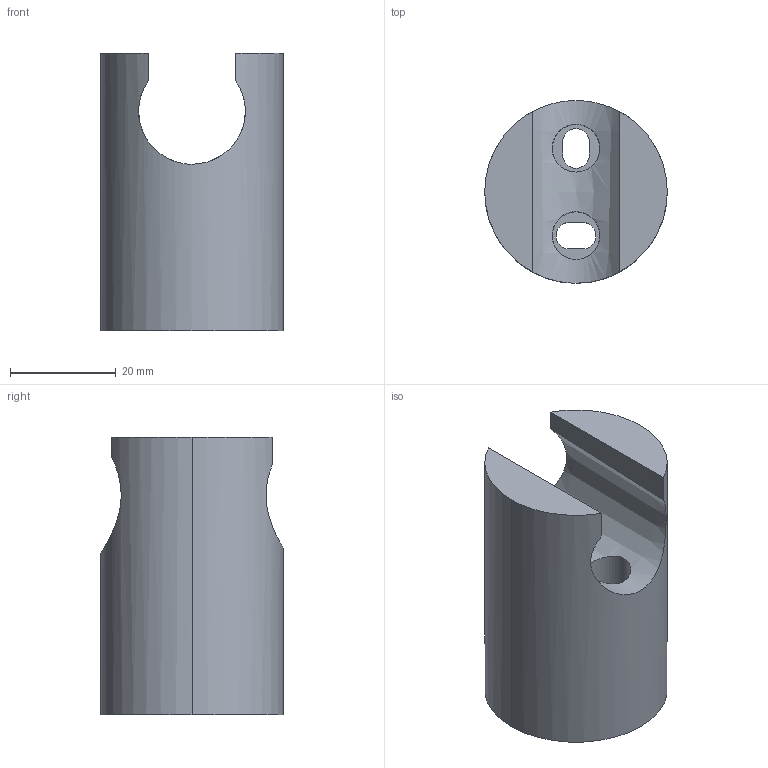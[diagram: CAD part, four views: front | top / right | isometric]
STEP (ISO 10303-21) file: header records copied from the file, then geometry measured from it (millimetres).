
FILE_DESCRIPTION((''),'2;1');
FILE_NAME('ZSUP010CR','2021-11-15T16:39:21',('ut3'),('PAFFONI SpA'),'CREO PARAMETRIC BY PTC INC, 2020044','CREO PARAMETRIC BY PTC INC, 2020044','');
FILE_SCHEMA(('CONFIG_CONTROL_DESIGN','SHAPE_APPEARANCE_LAYERS_GROUPS'));
Length unit declared in the file: millimetre
Products named in the file (1): ZSUP010CR
Bounding box: 34.5 x 34.5 x 52.5 mm (x, y, z)
Volume: 17622.7 mm3; surface area: 15247.5 mm2
Topology: 1 solids, 1 shells, 35 faces, 104 edges, 76 vertices
Faces by surface type: cylinder 17, plane 17, cone 1
Entity records: 1765 total; most frequent: CARTESIAN_POINT 498, ORIENTED_EDGE 208, DIRECTION 184, EDGE_CURVE 104, VERTEX_POINT 76, AXIS2_PLACEMENT_3D 71, EDGE_LOOP 44, VECTOR 42
